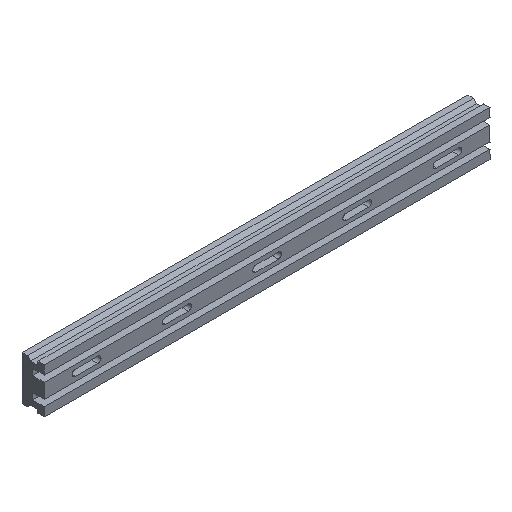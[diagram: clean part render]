
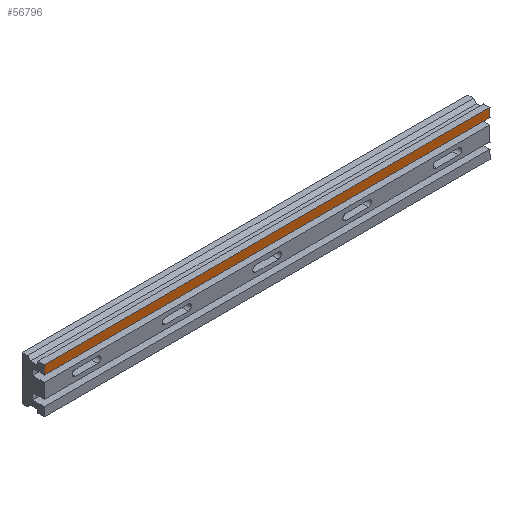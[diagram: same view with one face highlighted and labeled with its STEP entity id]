
A CAD part, isometric view. The second image highlights one B-rep face of the part: STEP entity #56796.
In plain terms, the highlighted planar face has unit normal (0, -1, 0).
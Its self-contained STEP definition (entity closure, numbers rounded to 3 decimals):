
#6821 = LINE ( 'NONE', #51936, #6828 ) ;
#6823 = LINE ( 'NONE', #51944, #6826 ) ;
#6826 = VECTOR ( 'NONE', #51946, 1000. ) ;
#6827 = LINE ( 'NONE', #51949, #6830 ) ;
#6828 = VECTOR ( 'NONE', #51947, 1000. ) ;
#6830 = VECTOR ( 'NONE', #51952, 1000. ) ;
#13357 = VERTEX_POINT ( 'NONE', #101603 ) ;
#13359 = VERTEX_POINT ( 'NONE', #101605 ) ;
#24596 = AXIS2_PLACEMENT_3D ( 'NONE', #125073, #125093, #125095 ) ;
#29570 = EDGE_CURVE ( 'NONE', #43568, #13357, #6823, .T. ) ;
#29571 = EDGE_CURVE ( 'NONE', #13357, #13359, #6821, .T. ) ;
#29572 = EDGE_CURVE ( 'NONE', #43569, #13359, #6827, .T. ) ;
#43568 = VERTEX_POINT ( 'NONE', #123143 ) ;
#43569 = VERTEX_POINT ( 'NONE', #123145 ) ;
#45512 = ORIENTED_EDGE ( 'NONE', *, *, #29571, .T. ) ;
#45514 = ORIENTED_EDGE ( 'NONE', *, *, #29572, .F. ) ;
#45516 = ORIENTED_EDGE ( 'NONE', *, *, #59999, .F. ) ;
#45518 = ORIENTED_EDGE ( 'NONE', *, *, #29570, .T. ) ;
#46452 = EDGE_LOOP ( 'NONE', ( #45512, #45514, #45516, #45518 ) ) ;
#49800 = LINE ( 'NONE', #55467, #49803 ) ;
#49803 = VECTOR ( 'NONE', #55470, 1000. ) ;
#51936 = CARTESIAN_POINT ( 'NONE',  ( -251., 0., 15.4 ) ) ;
#51944 = CARTESIAN_POINT ( 'NONE',  ( 251., 0., 25.4 ) ) ;
#51946 = DIRECTION ( 'NONE',  ( -1., 0., 0. ) ) ;
#51947 = DIRECTION ( 'NONE',  ( 0., 0., -1. ) ) ;
#51949 = CARTESIAN_POINT ( 'NONE',  ( 251., 0., 15.4 ) ) ;
#51952 = DIRECTION ( 'NONE',  ( -1., 0., 0. ) ) ;
#55467 = CARTESIAN_POINT ( 'NONE',  ( 251., 0., 15.4 ) ) ;
#55470 = DIRECTION ( 'NONE',  ( 0., 0., -1. ) ) ;
#56796 = ADVANCED_FACE ( 'NONE', ( #119087 ), #125089, .F. ) ;
#59999 = EDGE_CURVE ( 'NONE', #43568, #43569, #49800, .T. ) ;
#101603 = CARTESIAN_POINT ( 'NONE',  ( -251., 0., 25.4 ) ) ;
#101605 = CARTESIAN_POINT ( 'NONE',  ( -251., 0., 15.4 ) ) ;
#119087 = FACE_OUTER_BOUND ( 'NONE', #46452, .T. ) ;
#123143 = CARTESIAN_POINT ( 'NONE',  ( 251., 0., 25.4 ) ) ;
#123145 = CARTESIAN_POINT ( 'NONE',  ( 251., 0., 15.4 ) ) ;
#125073 = CARTESIAN_POINT ( 'NONE',  ( 251., 0., 15.4 ) ) ;
#125089 = PLANE ( 'NONE',  #24596 ) ;
#125093 = DIRECTION ( 'NONE',  ( 0., 1., 0. ) ) ;
#125095 = DIRECTION ( 'NONE',  ( 0., 0., 1. ) ) ;
